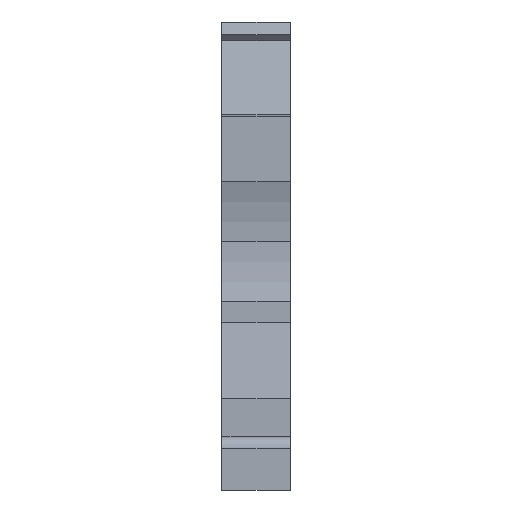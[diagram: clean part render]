
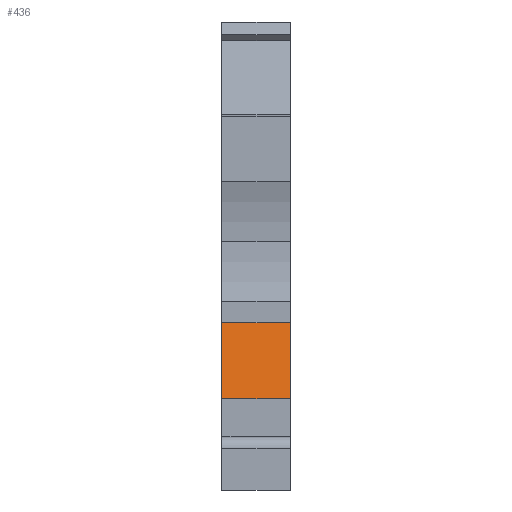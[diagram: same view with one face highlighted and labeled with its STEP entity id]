
A CAD part, front view. The second image highlights one B-rep face of the part: STEP entity #436.
In plain terms, the highlighted planar face has unit normal (0, -0.985, 0.174).
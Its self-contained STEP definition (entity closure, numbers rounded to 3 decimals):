
#436=ADVANCED_FACE('',(#963),#964,.T.);
#963=FACE_OUTER_BOUND('',#1579,.T.);
#964=PLANE('',#1580);
#1579=EDGE_LOOP('',(#2924,#2925,#2926,#2927));
#1580=AXIS2_PLACEMENT_3D('',#2928,#2929,#2930);
#2924=ORIENTED_EDGE('',*,*,#4036,.F.);
#2925=ORIENTED_EDGE('',*,*,#4131,.T.);
#2926=ORIENTED_EDGE('',*,*,#3938,.F.);
#2927=ORIENTED_EDGE('',*,*,#4290,.T.);
#2928=CARTESIAN_POINT('',(5.15,3.801,8.));
#2929=DIRECTION('',(0.,-0.985,0.174));
#2930=DIRECTION('',(1.0,0.,0.));
#3938=EDGE_CURVE('',#4810,#4812,#4813,.T.);
#4036=EDGE_CURVE('',#4998,#5000,#5001,.T.);
#4131=EDGE_CURVE('',#4998,#4812,#5121,.T.);
#4290=EDGE_CURVE('',#4810,#5000,#5330,.T.);
#4810=VERTEX_POINT('',#6586);
#4812=VERTEX_POINT('',#6589);
#4813=LINE('',#6590,#6591);
#4998=VERTEX_POINT('',#6858);
#5000=VERTEX_POINT('',#6861);
#5001=LINE('',#6862,#6863);
#5121=LINE('',#7044,#7045);
#5330=LINE('',#7948,#7949);
#6586=CARTESIAN_POINT('',(5.15,4.612,12.6));
#6589=CARTESIAN_POINT('',(5.15,3.6,6.862));
#6590=CARTESIAN_POINT('',(5.15,3.152,4.32));
#6591=VECTOR('',#9298,1.0);
#6858=CARTESIAN_POINT('',(0.,3.6,6.862));
#6861=CARTESIAN_POINT('',(0.0,4.612,12.6));
#6862=CARTESIAN_POINT('',(0.,3.152,4.32));
#6863=VECTOR('',#9421,1.0);
#7044=CARTESIAN_POINT('',(5.15,3.6,6.862));
#7045=VECTOR('',#9489,1.0);
#7948=CARTESIAN_POINT('',(5.15,4.612,12.6));
#7949=VECTOR('',#9617,1.0);
#9298=DIRECTION('',(0.,-0.174,-0.985));
#9421=DIRECTION('',(0.,0.174,0.985));
#9489=DIRECTION('',(1.0,0.,0.));
#9617=DIRECTION('',(-1.0,0.,0.));
